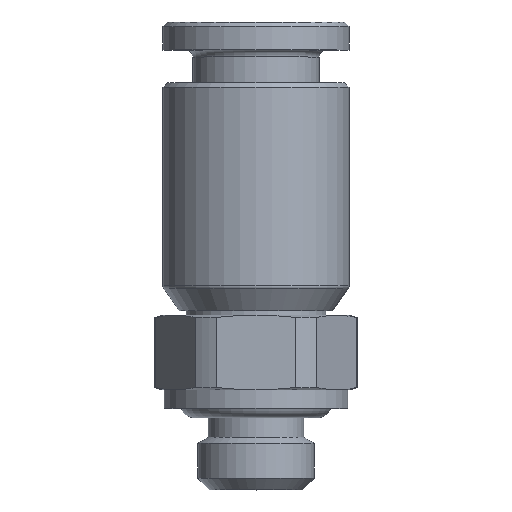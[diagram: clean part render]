
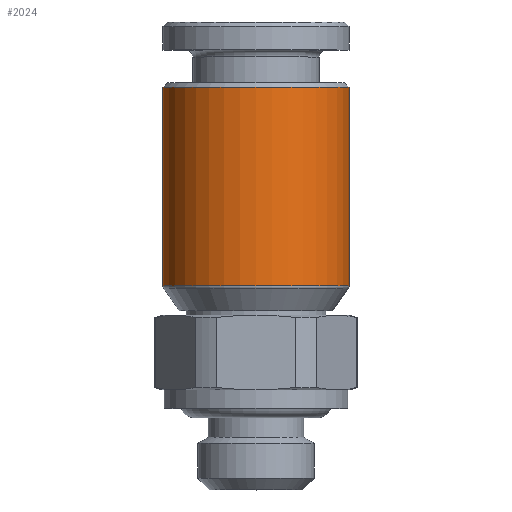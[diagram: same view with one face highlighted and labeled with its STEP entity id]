
A CAD part, top view. The second image highlights one B-rep face of the part: STEP entity #2024.
In plain terms, the highlighted cylindrical face has radius 4 mm (diameter 8 mm), a partial arc.
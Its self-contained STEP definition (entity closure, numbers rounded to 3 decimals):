
#594=CARTESIAN_POINT('',(0.,5.263,0.));
#595=DIRECTION('',(0.,1.,0.));
#596=DIRECTION('',(-1.,0.,0.));
#597=AXIS2_PLACEMENT_3D('',#594,#595,#596);
#599=CARTESIAN_POINT('',(0.,13.8,0.));
#600=DIRECTION('',(0.,1.,0.));
#601=DIRECTION('',(-1.,0.,0.));
#602=AXIS2_PLACEMENT_3D('',#599,#600,#601);
#619=DIRECTION('',(0.,-1.,0.));
#620=VECTOR('',#619,8.537);
#621=CARTESIAN_POINT('',(4.,13.8,0.));
#622=LINE('',#621,#620);
#628=DIRECTION('',(0.,-1.,0.));
#629=VECTOR('',#628,8.537);
#630=CARTESIAN_POINT('',(-4.,13.8,0.));
#631=LINE('',#630,#629);
#1022=CARTESIAN_POINT('',(4.,13.8,0.));
#1023=CARTESIAN_POINT('',(-4.,13.8,0.));
#1024=VERTEX_POINT('',#1022);
#1025=VERTEX_POINT('',#1023);
#1042=CARTESIAN_POINT('',(-4.,5.263,0.));
#1043=CARTESIAN_POINT('',(4.,5.263,0.));
#1044=VERTEX_POINT('',#1042);
#1045=VERTEX_POINT('',#1043);
#2010=CARTESIAN_POINT('',(0.,14.49,0.));
#2011=DIRECTION('',(0.,-1.,0.));
#2012=DIRECTION('',(-1.,0.,0.));
#2013=AXIS2_PLACEMENT_3D('',#2010,#2011,#2012);
#2014=CYLINDRICAL_SURFACE('',#2013,4.);
#2016=ORIENTED_EDGE('',*,*,#2015,.F.);
#2018=ORIENTED_EDGE('',*,*,#2017,.F.);
#2019=ORIENTED_EDGE('',*,*,#2004,.T.);
#2021=ORIENTED_EDGE('',*,*,#2020,.T.);
#2022=EDGE_LOOP('',(#2016,#2018,#2019,#2021));
#2023=FACE_OUTER_BOUND('',#2022,.F.);
#2024=ADVANCED_FACE('',(#2023),#2014,.T.);
#598=CIRCLE('',#597,4.);
#603=CIRCLE('',#602,4.);
#2004=EDGE_CURVE('',#1025,#1024,#603,.T.);
#2015=EDGE_CURVE('',#1044,#1045,#598,.T.);
#2017=EDGE_CURVE('',#1025,#1044,#631,.T.);
#2020=EDGE_CURVE('',#1024,#1045,#622,.T.);
